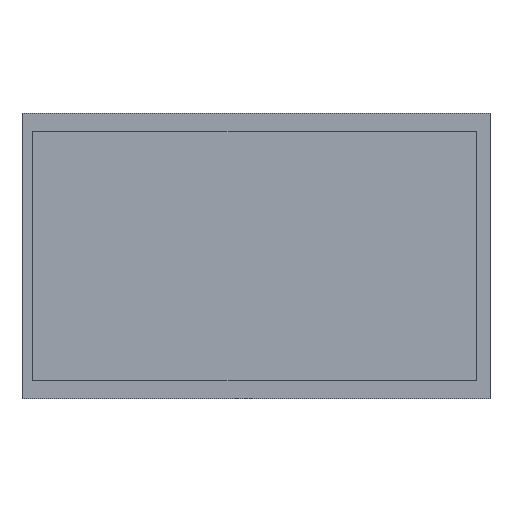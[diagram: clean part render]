
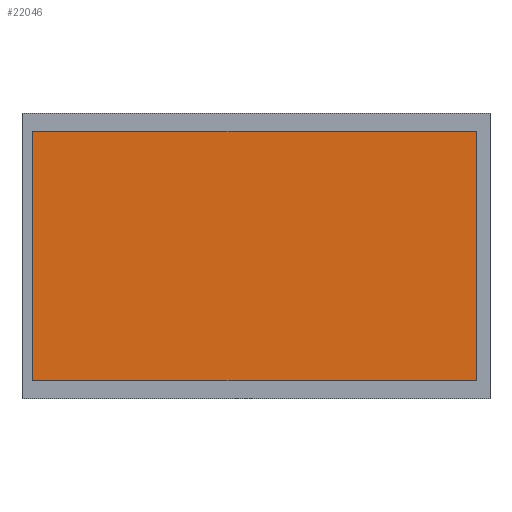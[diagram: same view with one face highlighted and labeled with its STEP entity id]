
A CAD part, top view. The second image highlights one B-rep face of the part: STEP entity #22046.
In plain terms, the highlighted planar face has unit normal (0, 0, 1).
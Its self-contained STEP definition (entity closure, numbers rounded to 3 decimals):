
#8351=DIRECTION('',(-1.,0.,0.));
#8352=VECTOR('',#8351,223.5);
#8353=CARTESIAN_POINT('',(111.,63.,2.563));
#8354=LINE('',#8353,#8352);
#8355=DIRECTION('',(0.,1.,0.));
#8356=VECTOR('',#8355,126.);
#8357=CARTESIAN_POINT('',(111.,-63.,2.563));
#8358=LINE('',#8357,#8356);
#8359=DIRECTION('',(1.,0.,0.));
#8360=VECTOR('',#8359,223.5);
#8361=CARTESIAN_POINT('',(-112.5,-63.,2.563));
#8362=LINE('',#8361,#8360);
#8363=DIRECTION('',(0.,-1.,0.));
#8364=VECTOR('',#8363,126.);
#8365=CARTESIAN_POINT('',(-112.5,63.,2.563));
#8366=LINE('',#8365,#8364);
#8383=CARTESIAN_POINT('',(111.,63.,2.563));
#8384=CARTESIAN_POINT('',(-112.5,63.,2.563));
#8385=VERTEX_POINT('',#8383);
#8386=VERTEX_POINT('',#8384);
#8387=CARTESIAN_POINT('',(-112.5,-63.,2.563));
#8388=VERTEX_POINT('',#8387);
#8389=CARTESIAN_POINT('',(111.,-63.,2.563));
#8390=VERTEX_POINT('',#8389);
#22035=CARTESIAN_POINT('',(0.,-87.928,2.563));
#22036=DIRECTION('',(0.,0.,1.));
#22037=DIRECTION('',(1.,0.,0.));
#22038=AXIS2_PLACEMENT_3D('',#22035,#22036,#22037);
#22039=PLANE('',#22038);
#22040=ORIENTED_EDGE('',*,*,#21987,.F.);
#22041=ORIENTED_EDGE('',*,*,#22002,.F.);
#22042=ORIENTED_EDGE('',*,*,#22016,.F.);
#22043=ORIENTED_EDGE('',*,*,#22029,.F.);
#22044=EDGE_LOOP('',(#22040,#22041,#22042,#22043));
#22045=FACE_OUTER_BOUND('',#22044,.F.);
#22046=ADVANCED_FACE('',(#22045),#22039,.T.);
#21987=EDGE_CURVE('',#8385,#8386,#8354,.T.);
#22002=EDGE_CURVE('',#8390,#8385,#8358,.T.);
#22016=EDGE_CURVE('',#8388,#8390,#8362,.T.);
#22029=EDGE_CURVE('',#8386,#8388,#8366,.T.);
